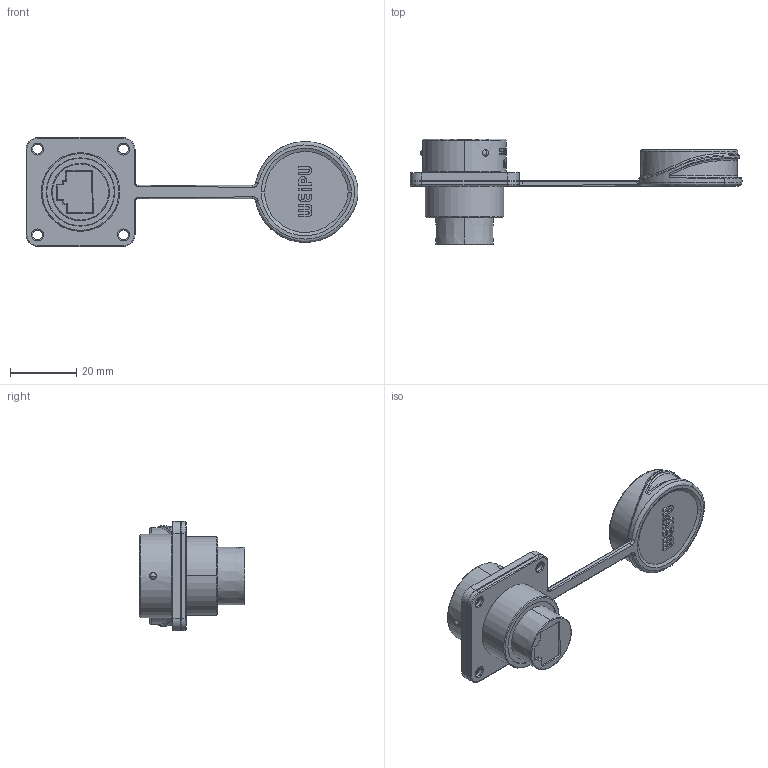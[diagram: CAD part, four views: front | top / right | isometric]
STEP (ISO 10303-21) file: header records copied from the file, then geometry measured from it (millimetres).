
FILE_DESCRIPTION((''),'2;1');
FILE_NAME('3D-SF2413-SRJ45','2025-07-14T15:52:18',('Administrator'),(''),'CREO PARAMETRIC BY PTC INC, 2018050','CREO PARAMETRIC BY PTC INC, 2018050','');
FILE_SCHEMA(('CONFIG_CONTROL_DESIGN','SHAPE_APPEARANCE_LAYERS_GROUPS'));
Length unit declared in the file: millimetre
Products named in the file (1): 3D-SF2413-SRJ45
Bounding box: 100.5 x 32 x 33 mm (x, y, z)
Volume: 16518.3 mm3; surface area: 11276.9 mm2
Topology: 1 solids, 7 shells, 889 faces, 2500 edges, 1645 vertices
Faces by surface type: plane 624, cylinder 135, cone 46, torus 45, bspline 30, sphere 6, extrusion 3
Entity records: 32884 total; most frequent: CARTESIAN_POINT 10555, ORIENTED_EDGE 4984, DIRECTION 4180, EDGE_CURVE 2492, VERTEX_POINT 1645, VECTOR 1396, LINE 1393, AXIS2_PLACEMENT_3D 1392
